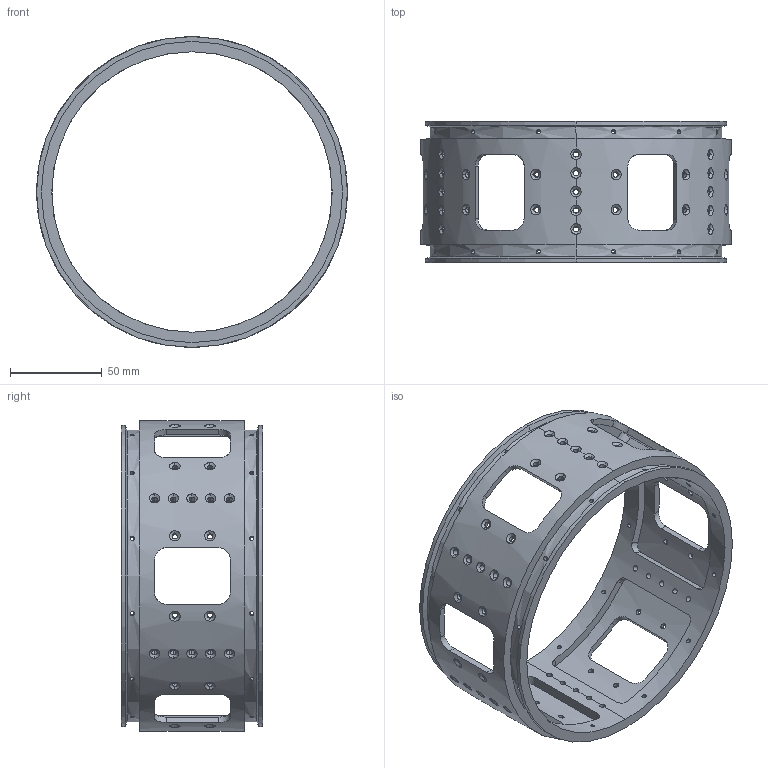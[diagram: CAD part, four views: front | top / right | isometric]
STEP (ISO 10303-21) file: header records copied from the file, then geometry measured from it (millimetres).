
FILE_DESCRIPTION (( 'STEP AP203' ), '1' );
FILE_NAME ('passthroughRing1.STEP', '2019-09-03T04:33:47', ( '' ), ( '' ), 'SwSTEP 2.0', 'SolidWorks 2018', '' );
FILE_SCHEMA (( 'CONFIG_CONTROL_DESIGN' ));
Length unit declared in the file: inch
Products named in the file (1): passthroughRing1
Bounding box: 168.91 x 76.74 x 168.91 mm (x, y, z)
Volume: 137612.8 mm3; surface area: 88382.7 mm2
Topology: 1 solids, 1 shells, 386 faces, 1072 edges, 676 vertices
Faces by surface type: cylinder 222, cone 112, plane 52
Entity records: 21139 total; most frequent: CARTESIAN_POINT 11643, ORIENTED_EDGE 2144, DIRECTION 1578, EDGE_CURVE 1072, VERTEX_POINT 676, AXIS2_PLACEMENT_3D 567, EDGE_LOOP 544, B_SPLINE_CURVE_WITH_KNOTS 448
